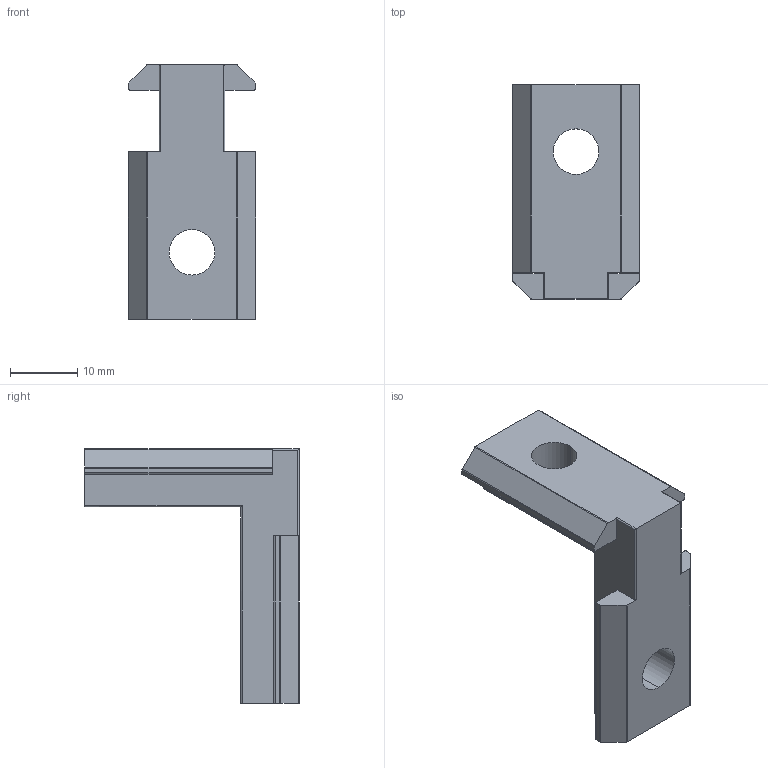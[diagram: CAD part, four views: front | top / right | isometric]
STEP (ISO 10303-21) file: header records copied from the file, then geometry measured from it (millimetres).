
FILE_DESCRIPTION (( 'STEP AP203' ), '1' );
FILE_NAME ('084.307.053.STEP', '2015-05-29T13:11:18', ( '' ), ( '' ), 'SwSTEP 2.0', 'SolidWorks 2012', '' );
FILE_SCHEMA (( 'CONFIG_CONTROL_DESIGN' ));
Length unit declared in the file: millimetre
Products named in the file (1): 084.307.053
Bounding box: 19 x 32 x 38 mm (x, y, z)
Volume: 6029.6 mm3; surface area: 3551.9 mm2
Topology: 1 solids, 1 shells, 48 faces, 134 edges, 88 vertices
Faces by surface type: cylinder 24, plane 24
Entity records: 1631 total; most frequent: CARTESIAN_POINT 283, ORIENTED_EDGE 268, DIRECTION 268, EDGE_CURVE 134, VECTOR 90, LINE 90, AXIS2_PLACEMENT_3D 89, VERTEX_POINT 88
